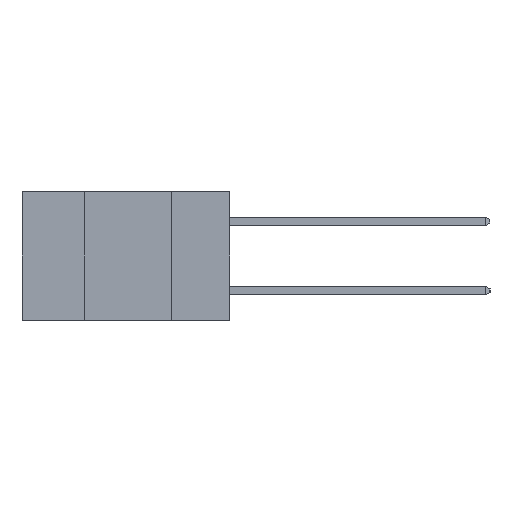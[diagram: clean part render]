
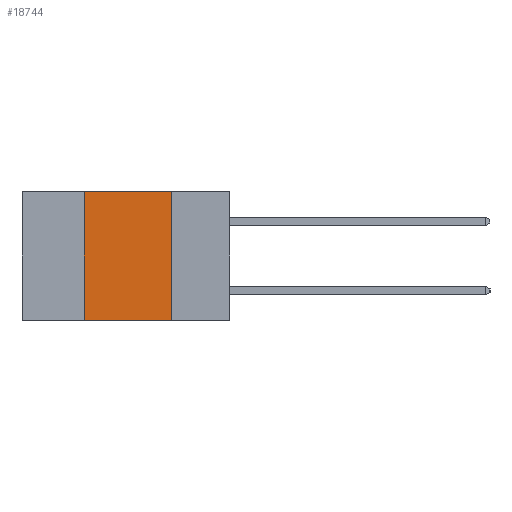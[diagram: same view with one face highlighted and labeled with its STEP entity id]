
A CAD part, left-side view. The second image highlights one B-rep face of the part: STEP entity #18744.
In plain terms, the highlighted planar face has unit normal (-1, 0, 0).
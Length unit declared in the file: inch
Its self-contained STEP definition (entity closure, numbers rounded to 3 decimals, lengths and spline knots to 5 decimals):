
#195 = ORIENTED_EDGE ( 'NONE', *, *, #21926, .T. ) ;
#519 = LINE ( 'NONE', #15281, #5476 ) ;
#1281 = PLANE ( 'NONE',  #13275 ) ;
#3427 = DIRECTION ( 'NONE',  ( 0., 0., -1. ) ) ;
#3964 = VECTOR ( 'NONE', #22913, 39.37008 ) ;
#4449 = EDGE_LOOP ( 'NONE', ( #6956, #18844, #5091, #195 ) ) ;
#4631 = LINE ( 'NONE', #10547, #3964 ) ;
#4899 = DIRECTION ( 'NONE',  ( 0., -1., 0. ) ) ;
#5091 = ORIENTED_EDGE ( 'NONE', *, *, #18321, .F. ) ;
#5476 = VECTOR ( 'NONE', #4899, 39.37008 ) ;
#5914 = CARTESIAN_POINT ( 'NONE',  ( 0., 0.42, -0.37 ) ) ;
#6938 = CARTESIAN_POINT ( 'NONE',  ( 0., 0.6, 0. ) ) ;
#6956 = ORIENTED_EDGE ( 'NONE', *, *, #19031, .F. ) ;
#7825 = VERTEX_POINT ( 'NONE', #11178 ) ;
#7992 = CARTESIAN_POINT ( 'NONE',  ( 0., 0.17, -0.37 ) ) ;
#9175 = CARTESIAN_POINT ( 'NONE',  ( 0., 0.42, -0.37 ) ) ;
#10547 = CARTESIAN_POINT ( 'NONE',  ( 0., 0.17, -0.37 ) ) ;
#11178 = CARTESIAN_POINT ( 'NONE',  ( 0., 0.42, 0. ) ) ;
#11659 = CARTESIAN_POINT ( 'NONE',  ( 0., 0.6, 0. ) ) ;
#12969 = VERTEX_POINT ( 'NONE', #9175 ) ;
#13275 = AXIS2_PLACEMENT_3D ( 'NONE', #11659, #15897, #3427 ) ;
#13552 = LINE ( 'NONE', #6938, #18395 ) ;
#15220 = DIRECTION ( 'NONE',  ( 0., -1., 0. ) ) ;
#15281 = CARTESIAN_POINT ( 'NONE',  ( 0., 0.6, -0.37 ) ) ;
#15897 = DIRECTION ( 'NONE',  ( 1., 0., 0. ) ) ;
#16033 = FACE_OUTER_BOUND ( 'NONE', #4449, .T. ) ;
#16060 = VECTOR ( 'NONE', #20437, 39.37008 ) ;
#17479 = VERTEX_POINT ( 'NONE', #7992 ) ;
#18321 = EDGE_CURVE ( 'NONE', #12969, #7825, #20912, .T. ) ;
#18395 = VECTOR ( 'NONE', #15220, 39.37008 ) ;
#18744 = ADVANCED_FACE ( 'NONE', ( #16033 ), #1281, .F. ) ;
#18844 = ORIENTED_EDGE ( 'NONE', *, *, #23162, .F. ) ;
#19031 = EDGE_CURVE ( 'NONE', #24546, #17479, #4631, .T. ) ;
#20437 = DIRECTION ( 'NONE',  ( 0., 0., 1. ) ) ;
#20912 = LINE ( 'NONE', #5914, #16060 ) ;
#21926 = EDGE_CURVE ( 'NONE', #12969, #17479, #519, .T. ) ;
#22913 = DIRECTION ( 'NONE',  ( 0., 0., -1. ) ) ;
#23162 = EDGE_CURVE ( 'NONE', #7825, #24546, #13552, .T. ) ;
#24546 = VERTEX_POINT ( 'NONE', #24565 ) ;
#24565 = CARTESIAN_POINT ( 'NONE',  ( 0., 0.17, 0. ) ) ;
